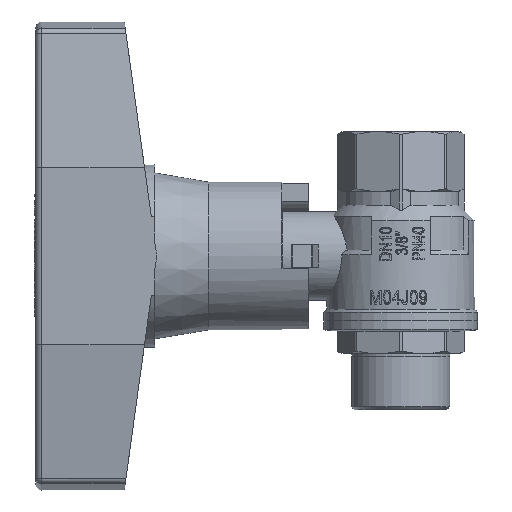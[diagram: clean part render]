
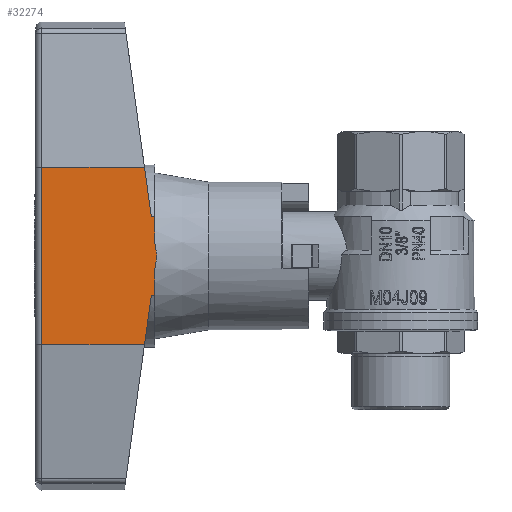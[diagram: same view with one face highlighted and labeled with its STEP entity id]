
A CAD part, left-side view. The second image highlights one B-rep face of the part: STEP entity #32274.
In plain terms, the highlighted face is planar.
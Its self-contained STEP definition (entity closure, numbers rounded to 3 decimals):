
#58=B_SPLINE_CURVE_WITH_KNOTS('',3,(#59599,#59600,#59601,#59602,#59603,
#59604,#59605,#59606,#59607,#59608,#59609,#59610,#59611,#59612,#59613,#59614,
#59615,#59616,#59617,#59618,#59619,#59620,#59621,#59622,#59623,#59624,#59625,
#59626,#59627,#59628,#59629,#59630,#59631,#59632,#59633,#59634,#59635,#59636,
#59637,#59638),.UNSPECIFIED.,.F.,.F.,(4,3,3,3,3,3,3,3,3,3,3,3,3,4),(0.,
0.168,0.335,0.419,0.502,
0.586,0.67,0.754,0.838,
0.922,1.006,1.09,1.174,1.342),
 .PIECEWISE_BEZIER_KNOTS.);
#5339=ORIENTED_EDGE('',*,*,#13891,.T.);
#5340=ORIENTED_EDGE('',*,*,#13900,.F.);
#5341=ORIENTED_EDGE('',*,*,#13928,.F.);
#5342=ORIENTED_EDGE('',*,*,#13929,.F.);
#5343=ORIENTED_EDGE('',*,*,#13930,.T.);
#5344=ORIENTED_EDGE('',*,*,#13931,.T.);
#5345=ORIENTED_EDGE('',*,*,#13932,.F.);
#5346=ORIENTED_EDGE('',*,*,#13918,.T.);
#5347=ORIENTED_EDGE('',*,*,#13890,.T.);
#5348=ORIENTED_EDGE('',*,*,#13933,.F.);
#5349=ORIENTED_EDGE('',*,*,#13878,.T.);
#5350=ORIENTED_EDGE('',*,*,#13934,.F.);
#13878=EDGE_CURVE('',#18407,#18406,#58,.T.);
#13890=EDGE_CURVE('',#18412,#18415,#22066,.T.);
#13891=EDGE_CURVE('',#18416,#18417,#22067,.T.);
#13900=EDGE_CURVE('',#18422,#18417,#22073,.T.);
#13918=EDGE_CURVE('',#18437,#18412,#22082,.T.);
#13928=EDGE_CURVE('',#18443,#18422,#22090,.T.);
#13929=EDGE_CURVE('',#18444,#18443,#22091,.T.);
#13930=EDGE_CURVE('',#18444,#18445,#22092,.T.);
#13931=EDGE_CURVE('',#18445,#18446,#22093,.T.);
#13932=EDGE_CURVE('',#18437,#18446,#22094,.T.);
#13933=EDGE_CURVE('',#18407,#18415,#22095,.T.);
#13934=EDGE_CURVE('',#18416,#18406,#22096,.T.);
#18406=VERTEX_POINT('',#59598);
#18407=VERTEX_POINT('',#59639);
#18412=VERTEX_POINT('',#59655);
#18415=VERTEX_POINT('',#59661);
#18416=VERTEX_POINT('',#59665);
#18417=VERTEX_POINT('',#59666);
#18422=VERTEX_POINT('',#59680);
#18437=VERTEX_POINT('',#59721);
#18443=VERTEX_POINT('',#59740);
#18444=VERTEX_POINT('',#59742);
#18445=VERTEX_POINT('',#59744);
#18446=VERTEX_POINT('',#59746);
#22066=LINE('',#59662,#24792);
#22067=LINE('',#59664,#24793);
#22073=LINE('',#59681,#24799);
#22082=LINE('',#59720,#24808);
#22090=LINE('',#59739,#24816);
#22091=LINE('',#59741,#24817);
#22092=LINE('',#59743,#24818);
#22093=LINE('',#59745,#24819);
#22094=LINE('',#59747,#24820);
#22095=LINE('',#59748,#24821);
#22096=LINE('',#59749,#24822);
#24792=VECTOR('',#48565,1000.);
#24793=VECTOR('',#48568,1000.);
#24799=VECTOR('',#48582,1000.);
#24808=VECTOR('',#48623,1000.);
#24816=VECTOR('',#48641,1000.);
#24817=VECTOR('',#48642,1000.);
#24818=VECTOR('',#48643,1000.);
#24819=VECTOR('',#48644,1000.);
#24820=VECTOR('',#48645,1000.);
#24821=VECTOR('',#48646,1000.);
#24822=VECTOR('',#48647,1000.);
#26795=EDGE_LOOP('',(#5339,#5340,#5341,#5342,#5343,#5344,#5345,#5346,#5347,
#5348,#5349,#5350));
#28763=FACE_BOUND('',#26795,.T.);
#30669=PLANE('',#42777);
#32274=ADVANCED_FACE('',(#28763),#30669,.F.);
#42777=AXIS2_PLACEMENT_3D('',#59738,#48639,#48640);
#48565=DIRECTION('',(-1.,0.,0.));
#48568=DIRECTION('',(-1.,0.,0.));
#48582=DIRECTION('',(0.,0.,-1.));
#48623=DIRECTION('',(0.,0.,-1.));
#48639=DIRECTION('',(0.,-1.,0.));
#48640=DIRECTION('',(0.,0.,-1.));
#48641=DIRECTION('',(0.991,0.,-0.137));
#48642=DIRECTION('',(0.,0.,-1.));
#48643=DIRECTION('',(1.,0.,0.));
#48644=DIRECTION('',(0.,0.,-1.));
#48645=DIRECTION('',(0.991,0.,0.137));
#48646=DIRECTION('',(0.991,0.,0.137));
#48647=DIRECTION('',(0.991,0.,-0.137));
#59598=CARTESIAN_POINT('',(-0.663,14.,27.592));
#59599=CARTESIAN_POINT('',(0.663,14.,27.592));
#59600=CARTESIAN_POINT('',(0.609,14.,27.577));
#59601=CARTESIAN_POINT('',(0.554,14.,27.564));
#59602=CARTESIAN_POINT('',(0.5,14.,27.552));
#59603=CARTESIAN_POINT('',(0.445,14.,27.541));
#59604=CARTESIAN_POINT('',(0.39,14.,27.531));
#59605=CARTESIAN_POINT('',(0.335,14.,27.523));
#59606=CARTESIAN_POINT('',(0.307,14.,27.52));
#59607=CARTESIAN_POINT('',(0.279,14.,27.516));
#59608=CARTESIAN_POINT('',(0.252,14.,27.513));
#59609=CARTESIAN_POINT('',(0.224,14.,27.51));
#59610=CARTESIAN_POINT('',(0.196,14.,27.508));
#59611=CARTESIAN_POINT('',(0.169,14.,27.506));
#59612=CARTESIAN_POINT('',(0.141,14.,27.504));
#59613=CARTESIAN_POINT('',(0.113,14.,27.503));
#59614=CARTESIAN_POINT('',(0.085,14.,27.502));
#59615=CARTESIAN_POINT('',(0.057,14.,27.501));
#59616=CARTESIAN_POINT('',(0.029,14.,27.5));
#59617=CARTESIAN_POINT('',(0.001,14.,27.5));
#59618=CARTESIAN_POINT('',(-0.027,14.,27.5));
#59619=CARTESIAN_POINT('',(-0.055,14.,27.5));
#59620=CARTESIAN_POINT('',(-0.083,14.,27.501));
#59621=CARTESIAN_POINT('',(-0.111,14.,27.502));
#59622=CARTESIAN_POINT('',(-0.139,14.,27.504));
#59623=CARTESIAN_POINT('',(-0.167,14.,27.506));
#59624=CARTESIAN_POINT('',(-0.195,14.,27.508));
#59625=CARTESIAN_POINT('',(-0.223,14.,27.51));
#59626=CARTESIAN_POINT('',(-0.25,14.,27.513));
#59627=CARTESIAN_POINT('',(-0.278,14.,27.516));
#59628=CARTESIAN_POINT('',(-0.306,14.,27.519));
#59629=CARTESIAN_POINT('',(-0.334,14.,27.523));
#59630=CARTESIAN_POINT('',(-0.362,14.,27.527));
#59631=CARTESIAN_POINT('',(-0.39,14.,27.532));
#59632=CARTESIAN_POINT('',(-0.417,14.,27.536));
#59633=CARTESIAN_POINT('',(-0.445,14.,27.541));
#59634=CARTESIAN_POINT('',(-0.472,14.,27.546));
#59635=CARTESIAN_POINT('',(-0.5,14.,27.552));
#59636=CARTESIAN_POINT('',(-0.555,14.,27.564));
#59637=CARTESIAN_POINT('',(-0.609,14.,27.577));
#59638=CARTESIAN_POINT('',(-0.663,14.,27.592));
#59639=CARTESIAN_POINT('',(0.663,14.,27.592));
#59655=CARTESIAN_POINT('',(6.652,14.,27.8));
#59661=CARTESIAN_POINT('',(2.168,14.,27.8));
#59662=CARTESIAN_POINT('',(0.,14.,27.8));
#59664=CARTESIAN_POINT('',(0.,14.,27.8));
#59665=CARTESIAN_POINT('',(-2.168,14.,27.8));
#59666=CARTESIAN_POINT('',(-6.652,14.,27.8));
#59680=CARTESIAN_POINT('',(-6.652,14.,28.42));
#59681=CARTESIAN_POINT('',(-6.652,14.,35.4));
#59720=CARTESIAN_POINT('',(6.652,14.,35.4));
#59721=CARTESIAN_POINT('',(6.652,14.,28.42));
#59738=CARTESIAN_POINT('',(-20.,14.,46.));
#59739=CARTESIAN_POINT('',(4.164,14.,26.924));
#59740=CARTESIAN_POINT('',(-15.,14.,29.575));
#59741=CARTESIAN_POINT('',(-15.,14.,48.));
#59742=CARTESIAN_POINT('',(-15.,14.,47.));
#59743=CARTESIAN_POINT('',(4.164,14.,47.));
#59744=CARTESIAN_POINT('',(15.,14.,47.));
#59745=CARTESIAN_POINT('',(15.,14.,48.));
#59746=CARTESIAN_POINT('',(15.,14.,29.575));
#59747=CARTESIAN_POINT('',(4.164,14.,28.076));
#59748=CARTESIAN_POINT('',(4.164,14.,28.076));
#59749=CARTESIAN_POINT('',(4.164,14.,26.924));
